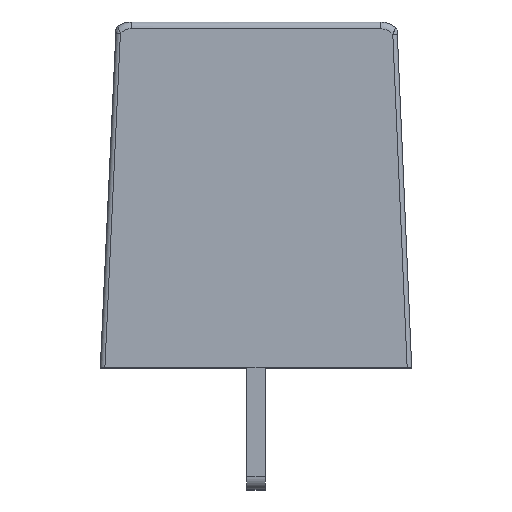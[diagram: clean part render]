
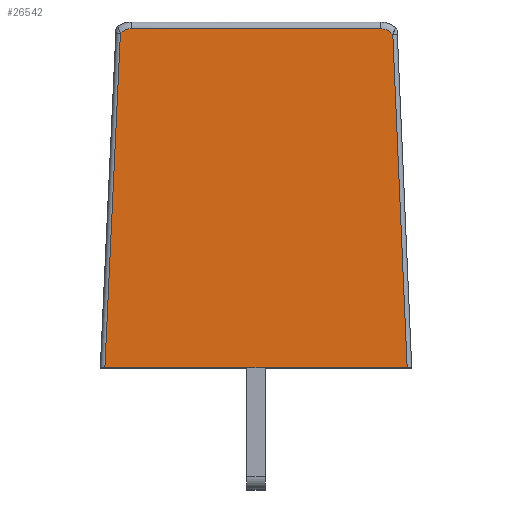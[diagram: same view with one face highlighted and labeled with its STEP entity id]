
A CAD part, top view. The second image highlights one B-rep face of the part: STEP entity #26542.
In plain terms, the highlighted planar face has unit normal (0, 0.01, 1).
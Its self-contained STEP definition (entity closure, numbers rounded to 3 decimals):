
#8792=CARTESIAN_POINT('',(-6.6,0.,
9.2));
#8904=DIRECTION('',(0.046,0.999,-0.01));
#8905=VECTOR('',#8904,14.629);
#8906=CARTESIAN_POINT('',(-6.6,0.,
9.2));
#8907=LINE('',#8906,#8905);
#8908=CARTESIAN_POINT('',(-5.442,14.103,9.06));
#8909=DIRECTION('',(0.,-0.01,-1.));
#8910=DIRECTION('',(-0.686,0.728,-0.007));
#8911=AXIS2_PLACEMENT_3D('',#8908,#8909,#8910);
#8913=CARTESIAN_POINT('',(5.442,14.103,9.06));
#8914=DIRECTION('',(0.,-0.01,-1.));
#8915=DIRECTION('',(0.,1.,-0.01));
#8916=AXIS2_PLACEMENT_3D('',#8913,#8914,#8915);
#8918=DIRECTION('',(0.043,-0.999,0.01));
#8919=VECTOR('',#8918,14.573);
#8920=CARTESIAN_POINT('',(5.973,14.559,9.055));
#8921=LINE('',#8920,#8919);
#8922=DIRECTION('',(-1.,0.,0.));
#8923=VECTOR('',#8922,13.2);
#8924=CARTESIAN_POINT('',(6.6,0.,9.2));
#8925=LINE('',#8924,#8923);
#8988=DIRECTION('',(-1.,0.,0.));
#8989=VECTOR('',#8988,10.884);
#8990=CARTESIAN_POINT('',(5.442,14.803,9.053));
#8991=LINE('',#8990,#8989);
#11463=VERTEX_POINT('',#8792);
#11465=CARTESIAN_POINT('',(6.6,0.,
9.2));
#11466=VERTEX_POINT('',#11465);
#11489=CARTESIAN_POINT('',(-5.922,14.612,
9.055));
#11490=VERTEX_POINT('',#11489);
#11491=CARTESIAN_POINT('',(-5.442,14.803,
9.053));
#11492=VERTEX_POINT('',#11491);
#11493=CARTESIAN_POINT('',(5.442,14.803,9.053));
#11494=CARTESIAN_POINT('',(5.973,14.559,9.055));
#11495=VERTEX_POINT('',#11493);
#11496=VERTEX_POINT('',#11494);
#26526=CARTESIAN_POINT('',(0.,7.401,
9.126));
#26527=DIRECTION('',(0.,0.01,1.));
#26528=DIRECTION('',(-1.,0.,0.));
#26529=AXIS2_PLACEMENT_3D('',#26526,#26527,#26528);
#26530=PLANE('',#26529);
#26531=ORIENTED_EDGE('',*,*,#26253,.T.);
#26533=ORIENTED_EDGE('',*,*,#26532,.T.);
#26535=ORIENTED_EDGE('',*,*,#26534,.F.);
#26537=ORIENTED_EDGE('',*,*,#26536,.T.);
#26538=ORIENTED_EDGE('',*,*,#26518,.T.);
#26539=ORIENTED_EDGE('',*,*,#26228,.T.);
#26540=EDGE_LOOP('',(#26531,#26533,#26535,#26537,#26538,#26539));
#26541=FACE_OUTER_BOUND('',#26540,.F.);
#8912=CIRCLE('',#8911,0.7);
#8917=CIRCLE('',#8916,0.7);
#26228=EDGE_CURVE('',#11466,#11463,#8925,.T.);
#26253=EDGE_CURVE('',#11463,#11490,#8907,.T.);
#26518=EDGE_CURVE('',#11496,#11466,#8921,.T.);
#26532=EDGE_CURVE('',#11490,#11492,#8912,.T.);
#26534=EDGE_CURVE('',#11495,#11492,#8991,.T.);
#26536=EDGE_CURVE('',#11495,#11496,#8917,.T.);
#26542=ADVANCED_FACE('',(#26541),#26530,.T.);
